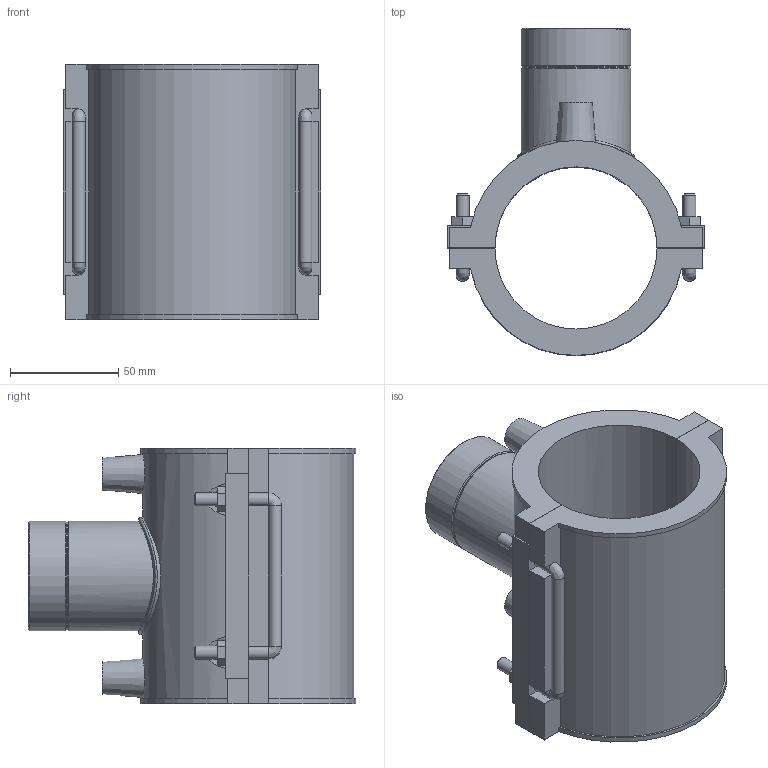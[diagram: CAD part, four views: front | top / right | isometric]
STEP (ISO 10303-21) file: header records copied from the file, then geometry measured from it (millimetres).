
FILE_DESCRIPTION(/* description */ ('PLASSON TRANSITION SADDLE 75-1.1/4"'),/* implementation_level */ '2;1');
FILE_NAME(/* name */ '493804075013.ipt.stp',/* time_stamp */ '2017-11-06T09:16:27+02:00',/* author */ ('KIM'),/* organization */ (''),/* preprocessor_version */ 'ST-DEVELOPER v15.6',/* originating_system */ 'Autodesk Inventor 2015',/* authorisation */ '');
FILE_SCHEMA (('AUTOMOTIVE_DESIGN { 1 0 10303 214 3 1 1 }'));
Length unit declared in the file: millimetre
Products named in the file (1): 493804075013
Bounding box: 119 x 151.47 x 118 mm (x, y, z)
Volume: 468569.1 mm3; surface area: 109095.2 mm2
Topology: 1 solids, 1 shells, 138 faces, 350 edges, 219 vertices
Faces by surface type: plane 86, cylinder 34, cone 9, bspline 9
Full cylindrical faces by diameter (mm): 4 x2, 6 x10, 10 x2, 31.162 x1, 38.952 x1, 49.638 x1, 50.638 x2, 54.533 x1
Entity records: 4644 total; most frequent: CARTESIAN_POINT 1482, DIRECTION 623, ORIENTED_EDGE 620, EDGE_CURVE 308, VERTEX_POINT 212, AXIS2_PLACEMENT_3D 208, LINE 207, VECTOR 207
